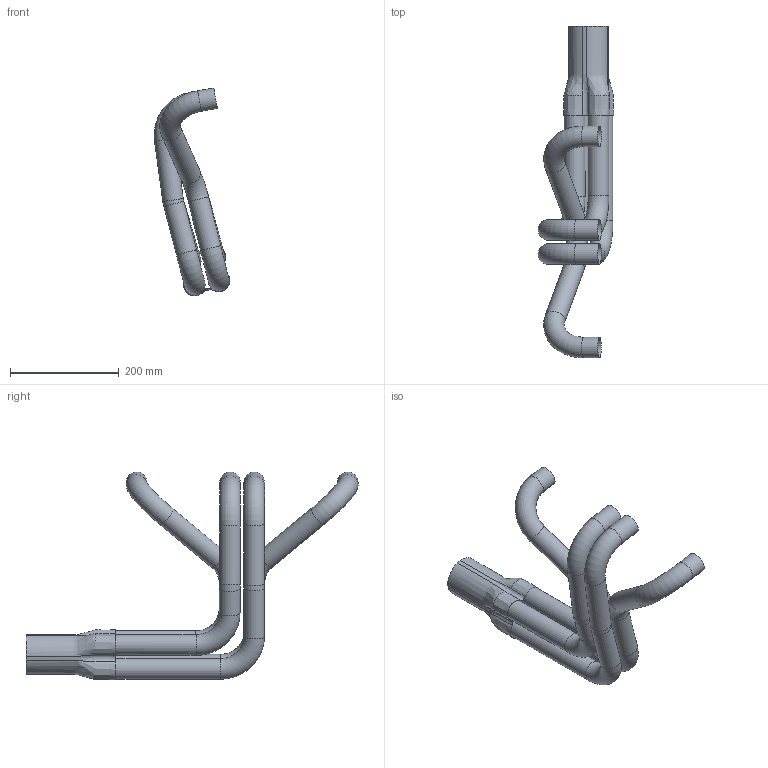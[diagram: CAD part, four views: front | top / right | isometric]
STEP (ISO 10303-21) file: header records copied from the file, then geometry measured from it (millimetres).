
FILE_DESCRIPTION(('Open CASCADE Model'),'2;1');
FILE_NAME('Open CASCADE Shape Model','2022-08-09T21:47:45',('Author'),( 'Open CASCADE'),'Open CASCADE STEP processor 7.5','Open CASCADE 7.5' ,'Unknown');
FILE_SCHEMA(('AUTOMOTIVE_DESIGN { 1 0 10303 214 1 1 1 1 }'));
Length unit declared in the file: metre
Products named in the file (37): Open CASCADE STEP translator 7.5 1; Open CASCADE STEP translator 7.5 1.1; Open CASCADE STEP translator 7.5 1.2; Open CASCADE STEP translator 7.5 1.3; Open CASCADE STEP translator 7.5 1.4; Open CASCADE STEP translator 7.5 1.5; Open CASCADE STEP translator 7.5 1.6; Open CASCADE STEP translator 7.5 1.7; Open CASCADE STEP translator 7.5 1.8; Open CASCADE STEP translator 7.5 1.9; Open CASCADE STEP translator 7.5 1.10; Open CASCADE STEP translator 7.5 1.11; Open CASCADE STEP translator 7.5 1.12; Open CASCADE STEP translator 7.5 1.13; Open CASCADE STEP translator 7.5 1.14; Open CASCADE STEP translator 7.5 1.15; Open CASCADE STEP translator 7.5 1.16; Open CASCADE STEP translator 7.5 1.17; Open CASCADE STEP translator 7.5 1.18; Open CASCADE STEP translator 7.5 1.19; Open CASCADE STEP translator 7.5 1.20; Open CASCADE STEP translator 7.5 1.21; Open CASCADE STEP translator 7.5 1.22; Open CASCADE STEP translator 7.5 1.23; Open CASCADE STEP translator 7.5 1.24; Open CASCADE STEP translator 7.5 1.25; Open CASCADE STEP translator 7.5 1.26; Open CASCADE STEP translator 7.5 1.27; Open CASCADE STEP translator 7.5 1.28; Open CASCADE STEP translator 7.5 1.29; Open CASCADE STEP translator 7.5 1.30; Open CASCADE STEP translator 7.5 1.31; Open CASCADE STEP translator 7.5 1.32; Open CASCADE STEP translator 7.5 1.33; Open CASCADE STEP translator 7.5 1.34; Open CASCADE STEP translator 7.5 1.35; Open CASCADE STEP translator 7.5 1.36
Assembly tree (36 placements, depth 2):
  Open CASCADE STEP translator 7.5 1
    Open CASCADE STEP translator 7.5 1.1
    Open CASCADE STEP translator 7.5 1.2
    Open CASCADE STEP translator 7.5 1.3
    Open CASCADE STEP translator 7.5 1.4
    Open CASCADE STEP translator 7.5 1.5
    Open CASCADE STEP translator 7.5 1.6
    Open CASCADE STEP translator 7.5 1.7
    Open CASCADE STEP translator 7.5 1.8
    Open CASCADE STEP translator 7.5 1.9
    Open CASCADE STEP translator 7.5 1.10
    Open CASCADE STEP translator 7.5 1.11
    Open CASCADE STEP translator 7.5 1.12
    Open CASCADE STEP translator 7.5 1.13
    Open CASCADE STEP translator 7.5 1.14
    Open CASCADE STEP translator 7.5 1.15
    Open CASCADE STEP translator 7.5 1.16
    Open CASCADE STEP translator 7.5 1.17
    Open CASCADE STEP translator 7.5 1.18
    Open CASCADE STEP translator 7.5 1.19
    Open CASCADE STEP translator 7.5 1.20
    Open CASCADE STEP translator 7.5 1.21
    Open CASCADE STEP translator 7.5 1.22
    Open CASCADE STEP translator 7.5 1.23
    Open CASCADE STEP translator 7.5 1.24
    Open CASCADE STEP translator 7.5 1.25
    Open CASCADE STEP translator 7.5 1.26
    Open CASCADE STEP translator 7.5 1.27
    Open CASCADE STEP translator 7.5 1.28
    Open CASCADE STEP translator 7.5 1.29
    Open CASCADE STEP translator 7.5 1.30
    Open CASCADE STEP translator 7.5 1.31
    Open CASCADE STEP translator 7.5 1.32
    Open CASCADE STEP translator 7.5 1.33
    Open CASCADE STEP translator 7.5 1.34
    Open CASCADE STEP translator 7.5 1.35
    Open CASCADE STEP translator 7.5 1.36
Bounding box: 139.47 x 611.86 x 383.29 mm (x, y, z)
Surface area: 361810.8 mm2 (no closed solid volume)
Topology: 0 solids, 36 shells, 36 faces, 148 edges, 120 vertices
Faces by surface type: cylinder 16, torus 12, bspline 8
Full cylindrical faces by diameter (mm): 38.075 x16
Entity records: 5707 total; most frequent: CARTESIAN_POINT 3551, DIRECTION 304, ORIENTED_EDGE 176, PCURVE 128, DEFINITIONAL_REPRESENTATION 128, LINE 110, VECTOR 110, EDGE_CURVE 100
